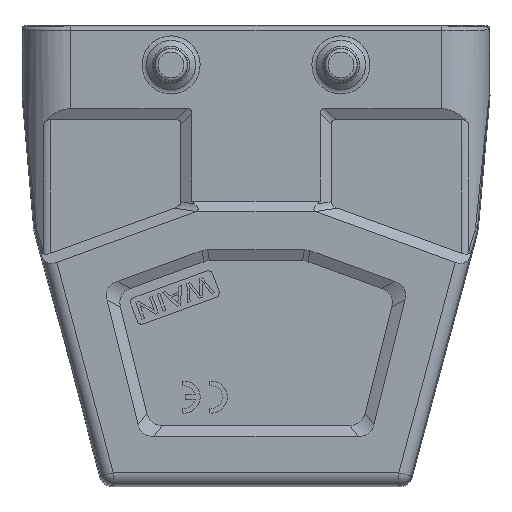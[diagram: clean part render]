
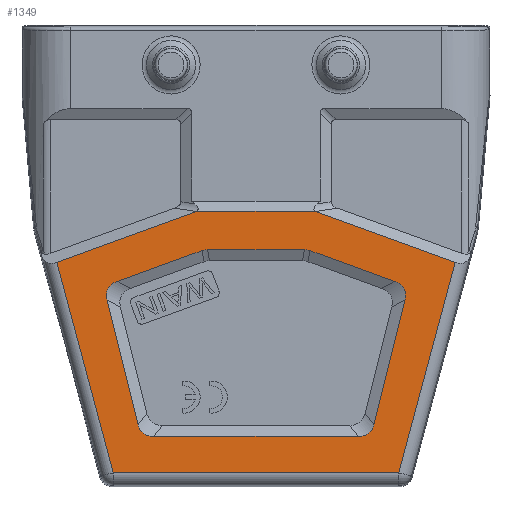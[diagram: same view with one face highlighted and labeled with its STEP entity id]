
A CAD part, front view. The second image highlights one B-rep face of the part: STEP entity #1349.
In plain terms, the highlighted planar face has unit normal (0, -1, 0).
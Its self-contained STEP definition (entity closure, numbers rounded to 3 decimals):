
#1349=ADVANCED_FACE('',(#1840,#1841),#1587,.F.);
#1587=PLANE('',#9174);
#1730=ELLIPSE('',#9156,12.156,5.);
#1731=ELLIPSE('',#9159,12.156,5.);
#1732=ELLIPSE('',#9162,12.766,5.);
#1733=ELLIPSE('',#9165,10.116,5.);
#1734=ELLIPSE('',#9168,10.116,5.);
#1735=ELLIPSE('',#9171,12.766,5.);
#1840=FACE_BOUND('',#2373,.T.);
#1841=FACE_BOUND('',#2374,.T.);
#2373=EDGE_LOOP('',(#6093,#6094,#6095,#6096,#6097,#6098,#6099,#6100,#6101,
#6102,#6103,#6104));
#2374=EDGE_LOOP('',(#6105,#6106,#6107,#6108,#6109,#6110));
#2900=LINE('',#14794,#3608);
#2902=LINE('',#14798,#3610);
#2905=LINE('',#14815,#3613);
#2914=LINE('',#14843,#3622);
#2928=LINE('',#15042,#3636);
#2929=LINE('',#15044,#3637);
#3063=LINE('',#15380,#3771);
#3066=LINE('',#15388,#3774);
#3069=LINE('',#15396,#3777);
#3072=LINE('',#15404,#3780);
#3075=LINE('',#15412,#3783);
#3077=LINE('',#15418,#3785);
#3608=VECTOR('',#11005,1.);
#3610=VECTOR('',#11011,1.);
#3613=VECTOR('',#11028,1.);
#3622=VECTOR('',#11059,1.);
#3636=VECTOR('',#11177,1.);
#3637=VECTOR('',#11180,1.);
#3771=VECTOR('',#11480,1.);
#3774=VECTOR('',#11489,1.);
#3777=VECTOR('',#11498,1.);
#3780=VECTOR('',#11507,1.);
#3783=VECTOR('',#11516,1.);
#3785=VECTOR('',#11524,1.);
#6093=ORIENTED_EDGE('',*,*,#8080,.F.);
#6094=ORIENTED_EDGE('',*,*,#8078,.T.);
#6095=ORIENTED_EDGE('',*,*,#8076,.F.);
#6096=ORIENTED_EDGE('',*,*,#8074,.F.);
#6097=ORIENTED_EDGE('',*,*,#8072,.F.);
#6098=ORIENTED_EDGE('',*,*,#8070,.T.);
#6099=ORIENTED_EDGE('',*,*,#8068,.F.);
#6100=ORIENTED_EDGE('',*,*,#8066,.F.);
#6101=ORIENTED_EDGE('',*,*,#8064,.F.);
#6102=ORIENTED_EDGE('',*,*,#8062,.F.);
#6103=ORIENTED_EDGE('',*,*,#8060,.T.);
#6104=ORIENTED_EDGE('',*,*,#8081,.F.);
#6105=ORIENTED_EDGE('',*,*,#7840,.T.);
#6106=ORIENTED_EDGE('',*,*,#7832,.T.);
#6107=ORIENTED_EDGE('',*,*,#7854,.F.);
#6108=ORIENTED_EDGE('',*,*,#7830,.F.);
#6109=ORIENTED_EDGE('',*,*,#7902,.F.);
#6110=ORIENTED_EDGE('',*,*,#7903,.T.);
#6758=VERTEX_POINT('',#14788);
#6759=VERTEX_POINT('',#14792);
#6760=VERTEX_POINT('',#14799);
#6761=VERTEX_POINT('',#14800);
#6766=VERTEX_POINT('',#14813);
#6798=VERTEX_POINT('',#15041);
#6899=VERTEX_POINT('',#15373);
#6900=VERTEX_POINT('',#15375);
#6901=VERTEX_POINT('',#15379);
#6902=VERTEX_POINT('',#15383);
#6903=VERTEX_POINT('',#15387);
#6904=VERTEX_POINT('',#15391);
#6905=VERTEX_POINT('',#15395);
#6906=VERTEX_POINT('',#15399);
#6907=VERTEX_POINT('',#15403);
#6908=VERTEX_POINT('',#15407);
#6909=VERTEX_POINT('',#15411);
#6910=VERTEX_POINT('',#15415);
#7830=EDGE_CURVE('',#6758,#6759,#2900,.T.);
#7832=EDGE_CURVE('',#6760,#6761,#2902,.T.);
#7840=EDGE_CURVE('',#6766,#6760,#2905,.T.);
#7854=EDGE_CURVE('',#6759,#6761,#2914,.T.);
#7902=EDGE_CURVE('',#6798,#6758,#2928,.T.);
#7903=EDGE_CURVE('',#6798,#6766,#2929,.T.);
#8060=EDGE_CURVE('',#6899,#6900,#1730,.T.);
#8062=EDGE_CURVE('',#6899,#6901,#3063,.T.);
#8064=EDGE_CURVE('',#6901,#6902,#1731,.T.);
#8066=EDGE_CURVE('',#6902,#6903,#3066,.T.);
#8068=EDGE_CURVE('',#6903,#6904,#1732,.T.);
#8070=EDGE_CURVE('',#6905,#6904,#3069,.T.);
#8072=EDGE_CURVE('',#6905,#6906,#1733,.T.);
#8074=EDGE_CURVE('',#6906,#6907,#3072,.T.);
#8076=EDGE_CURVE('',#6907,#6908,#1734,.T.);
#8078=EDGE_CURVE('',#6909,#6908,#3075,.T.);
#8080=EDGE_CURVE('',#6909,#6910,#1735,.T.);
#8081=EDGE_CURVE('',#6910,#6900,#3077,.T.);
#9156=AXIS2_PLACEMENT_3D('',#15376,#11475,#11476);
#9159=AXIS2_PLACEMENT_3D('',#15384,#11484,#11485);
#9162=AXIS2_PLACEMENT_3D('',#15392,#11493,#11494);
#9165=AXIS2_PLACEMENT_3D('',#15400,#11502,#11503);
#9168=AXIS2_PLACEMENT_3D('',#15408,#11511,#11512);
#9171=AXIS2_PLACEMENT_3D('',#15416,#11520,#11521);
#9174=AXIS2_PLACEMENT_3D('',#15420,#11527,#11528);
#11005=DIRECTION('',(1.,0.,0.));
#11011=DIRECTION('',(0.259,0.,0.966));
#11028=DIRECTION('',(1.,0.,0.));
#11059=DIRECTION('',(0.94,0.,-0.342));
#11177=DIRECTION('',(0.94,0.,0.342));
#11180=DIRECTION('',(0.259,0.,-0.966));
#11475=DIRECTION('',(0.,1.,0.));
#11476=DIRECTION('',(-0.624,0.,-0.782));
#11480=DIRECTION('',(1.,0.,0.));
#11484=DIRECTION('',(0.,-1.,0.));
#11485=DIRECTION('',(0.624,0.,-0.782));
#11489=DIRECTION('',(0.242,0.,0.97));
#11493=DIRECTION('',(0.,-1.,0.));
#11494=DIRECTION('',(-0.887,0.,-0.462));
#11498=DIRECTION('',(0.94,0.,-0.342));
#11502=DIRECTION('',(0.,-1.,0.));
#11503=DIRECTION('',(0.174,0.,0.985));
#11507=DIRECTION('',(-1.,0.,0.));
#11511=DIRECTION('',(0.,-1.,0.));
#11512=DIRECTION('',(-0.174,0.,0.985));
#11516=DIRECTION('',(0.94,0.,0.342));
#11520=DIRECTION('',(0.,-1.,0.));
#11521=DIRECTION('',(0.887,0.,-0.462));
#11524=DIRECTION('',(0.242,0.,-0.97));
#11527=DIRECTION('',(0.,1.,0.));
#11528=DIRECTION('',(1.,0.,0.));
#14788=CARTESIAN_POINT('',(-9.211,-22.499,-29.055));
#14792=CARTESIAN_POINT('',(9.211,-22.499,-29.055));
#14794=CARTESIAN_POINT('',(0.,-22.5,-29.057));
#14798=CARTESIAN_POINT('',(22.273,-22.5,-69.821));
#14799=CARTESIAN_POINT('',(22.273,-22.5,-69.821));
#14800=CARTESIAN_POINT('',(31.065,-22.5,-37.01));
#14813=CARTESIAN_POINT('',(-22.273,-22.5,-69.821));
#14815=CARTESIAN_POINT('',(-22.273,-22.5,-69.821));
#14843=CARTESIAN_POINT('',(22.07,-22.5,-33.736));
#15041=CARTESIAN_POINT('',(-31.065,-22.5,-37.01));
#15042=CARTESIAN_POINT('',(-22.07,-22.5,-33.736));
#15044=CARTESIAN_POINT('',(-31.065,-22.5,-37.01));
#15373=CARTESIAN_POINT('',(-15.977,-22.5,-64.151));
#15375=CARTESIAN_POINT('',(-18.398,-22.5,-62.277));
#15376=CARTESIAN_POINT('',(-9.991,-22.5,-54.151));
#15379=CARTESIAN_POINT('',(15.977,-22.5,-64.151));
#15380=CARTESIAN_POINT('',(-15.977,-22.5,-64.151));
#15383=CARTESIAN_POINT('',(18.398,-22.5,-62.277));
#15384=CARTESIAN_POINT('',(9.991,-22.5,-54.151));
#15387=CARTESIAN_POINT('',(23.224,-22.5,-42.895));
#15388=CARTESIAN_POINT('',(18.398,-22.5,-62.277));
#15391=CARTESIAN_POINT('',(21.647,-22.5,-39.967));
#15392=CARTESIAN_POINT('',(11.769,-22.5,-47.013));
#15395=CARTESIAN_POINT('',(8.414,-22.5,-35.151));
#15396=CARTESIAN_POINT('',(8.414,-22.5,-35.151));
#15399=CARTESIAN_POINT('',(7.559,-22.5,-35.));
#15400=CARTESIAN_POINT('',(6.237,-22.5,-45.));
#15403=CARTESIAN_POINT('',(-7.559,-22.5,-35.));
#15404=CARTESIAN_POINT('',(7.559,-22.5,-35.));
#15407=CARTESIAN_POINT('',(-8.414,-22.5,-35.151));
#15408=CARTESIAN_POINT('',(-6.237,-22.5,-45.));
#15411=CARTESIAN_POINT('',(-21.647,-22.5,-39.967));
#15412=CARTESIAN_POINT('',(-21.647,-22.5,-39.967));
#15415=CARTESIAN_POINT('',(-23.224,-22.5,-42.895));
#15416=CARTESIAN_POINT('',(-11.769,-22.5,-47.013));
#15418=CARTESIAN_POINT('',(-23.224,-22.5,-42.895));
#15420=CARTESIAN_POINT('',(0.,-22.5,0.));
